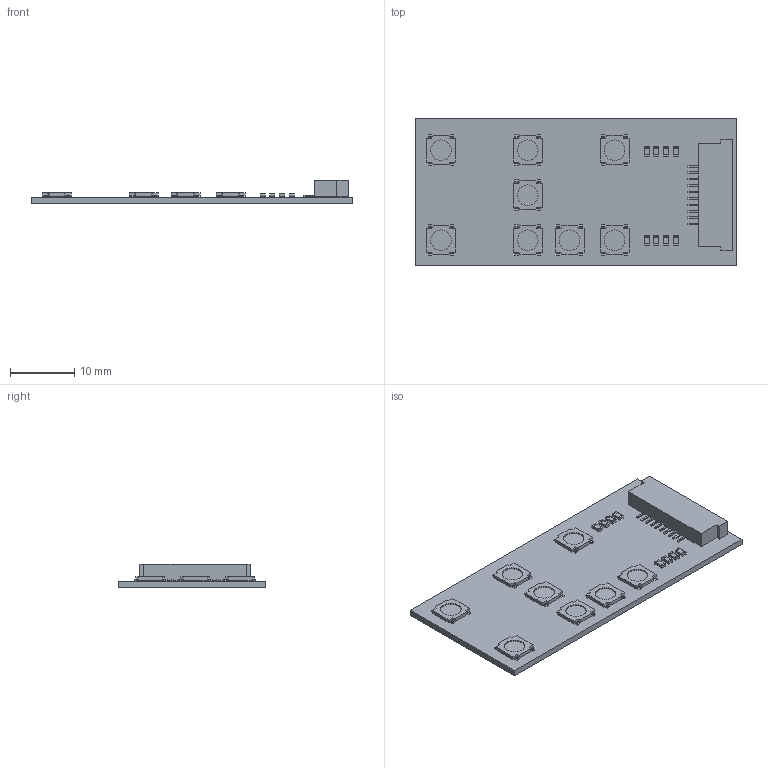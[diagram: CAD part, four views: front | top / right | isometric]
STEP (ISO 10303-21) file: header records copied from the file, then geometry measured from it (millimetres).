
FILE_DESCRIPTION(('KiCad electronic assembly'),'2;1');
FILE_NAME('airMouse-mouse.step','2025-02-21T00:33:53',('Pcbnew'),( 'Kicad'),'Open CASCADE STEP processor 7.6','KiCad to STEP converter' ,'Unknown');
FILE_SCHEMA(('AUTOMOTIVE_DESIGN { 1 0 10303 214 1 1 1 1 }'));
Length unit declared in the file: millimetre
Products named in the file (5): airMouse-mouse 1; R_0603_1608Metric; TL3315NF100Q; DS1020-07-10VBT1A-R; airMouse-mouse_PCB
Assembly tree (18 placements, depth 2):
  airMouse-mouse 1
    R_0603_1608Metric  x8
    TL3315NF100Q  x8
    DS1020-07-10VBT1A-R
    airMouse-mouse_PCB
Bounding box: 50 x 23 x 3.58 mm (x, y, z)
Volume: 1409.9 mm3; surface area: 3271.4 mm2
Topology: 18 solids, 18 shells, 695 faces, 1802 edges, 1184 vertices
Faces by surface type: plane 623, cylinder 72
Full cylindrical faces by diameter (mm): 3.2 x8
Entity records: 4598 total; most frequent: CARTESIAN_POINT 795, ORIENTED_EDGE 762, DIRECTION 735, EDGE_CURVE 381, LINE 363, VECTOR 363, VERTEX_POINT 246, AXIS2_PLACEMENT_3D 186
